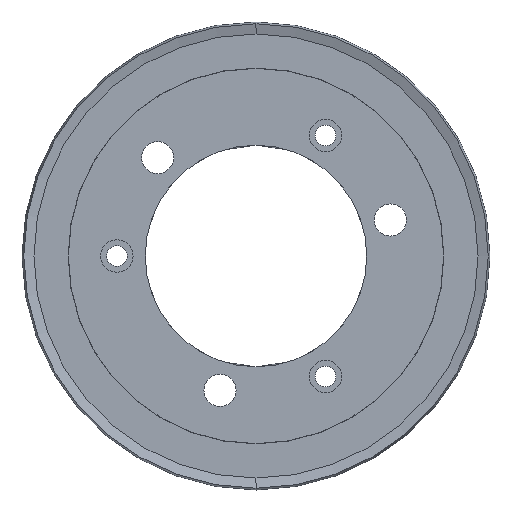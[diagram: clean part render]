
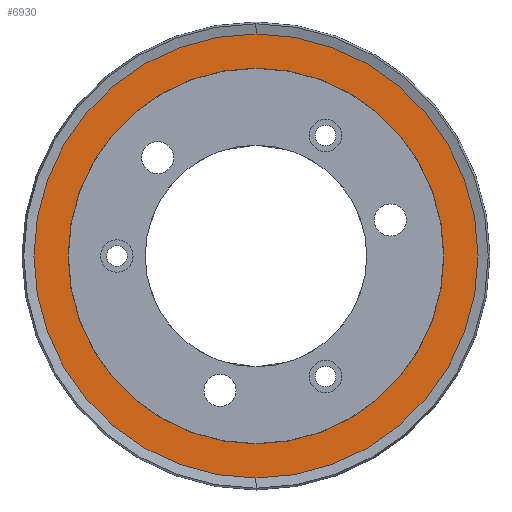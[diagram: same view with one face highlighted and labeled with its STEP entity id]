
A CAD part, left-side view. The second image highlights one B-rep face of the part: STEP entity #6930.
In plain terms, the highlighted planar face has unit normal (-1, 0, 0).
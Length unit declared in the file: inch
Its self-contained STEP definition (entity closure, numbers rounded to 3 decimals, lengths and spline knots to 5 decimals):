
#131 = AXIS2_PLACEMENT_3D ( 'NONE', #4222, #3142, #12034 ) ;
#248 = EDGE_LOOP ( 'NONE', ( #4615, #457 ) ) ;
#457 = ORIENTED_EDGE ( 'NONE', *, *, #11982, .T. ) ;
#515 = EDGE_CURVE ( 'NONE', #10528, #8691, #8470, .T. ) ;
#1240 = PLANE ( 'NONE',  #8687 ) ;
#1534 = CARTESIAN_POINT ( 'NONE',  ( 1.93661, 4.05947, 3.11676 ) ) ;
#2781 = CARTESIAN_POINT ( 'NONE',  ( 1.93661, 1.91514, 3.11676 ) ) ;
#2976 = VERTEX_POINT ( 'NONE', #4927 ) ;
#3142 = DIRECTION ( 'NONE',  ( 1., 0., 0. ) ) ;
#3365 = DIRECTION ( 'NONE',  ( 0., 0., 1. ) ) ;
#3435 = AXIS2_PLACEMENT_3D ( 'NONE', #2781, #9639, #3777 ) ;
#3743 = CARTESIAN_POINT ( 'NONE',  ( 1.93661, 1.91514, 1.30226 ) ) ;
#3777 = DIRECTION ( 'NONE',  ( 0., 0., -1. ) ) ;
#4222 = CARTESIAN_POINT ( 'NONE',  ( 1.93661, 1.91514, 3.11676 ) ) ;
#4281 = FACE_BOUND ( 'NONE', #248, .T. ) ;
#4438 = FACE_OUTER_BOUND ( 'NONE', #9725, .T. ) ;
#4615 = ORIENTED_EDGE ( 'NONE', *, *, #8662, .T. ) ;
#4894 = CARTESIAN_POINT ( 'NONE',  ( 1.93661, 1.91514, 3.11676 ) ) ;
#4927 = CARTESIAN_POINT ( 'NONE',  ( 1.93661, 1.91514, 4.93126 ) ) ;
#4936 = CIRCLE ( 'NONE', #131, 1.8145 ) ;
#6930 = ADVANCED_FACE ( 'NONE', ( #4281, #4438 ), #1240, .T. ) ;
#7074 = CARTESIAN_POINT ( 'NONE',  ( 1.93661, 1.91514, 5.26109 ) ) ;
#7629 = AXIS2_PLACEMENT_3D ( 'NONE', #4894, #10767, #7757 ) ;
#7757 = DIRECTION ( 'NONE',  ( 0., 0., -1. ) ) ;
#7915 = CARTESIAN_POINT ( 'NONE',  ( 1.93661, 1.91514, 3.11676 ) ) ;
#8441 = DIRECTION ( 'NONE',  ( -1., 0., 0. ) ) ;
#8470 = CIRCLE ( 'NONE', #9050, 2.14433 ) ;
#8491 = VERTEX_POINT ( 'NONE', #3743 ) ;
#8662 = EDGE_CURVE ( 'NONE', #8491, #2976, #12729, .T. ) ;
#8687 = AXIS2_PLACEMENT_3D ( 'NONE', #1534, #8441, #3365 ) ;
#8691 = VERTEX_POINT ( 'NONE', #7074 ) ;
#9050 = AXIS2_PLACEMENT_3D ( 'NONE', #7915, #11070, #11931 ) ;
#9398 = CARTESIAN_POINT ( 'NONE',  ( 1.93661, 1.91514, 0.97243 ) ) ;
#9639 = DIRECTION ( 'NONE',  ( 1., 0., 0. ) ) ;
#9725 = EDGE_LOOP ( 'NONE', ( #12264, #11737 ) ) ;
#10528 = VERTEX_POINT ( 'NONE', #9398 ) ;
#10767 = DIRECTION ( 'NONE',  ( 1., 0., 0. ) ) ;
#11070 = DIRECTION ( 'NONE',  ( 1., 0., 0. ) ) ;
#11694 = CIRCLE ( 'NONE', #3435, 2.14433 ) ;
#11737 = ORIENTED_EDGE ( 'NONE', *, *, #515, .F. ) ;
#11931 = DIRECTION ( 'NONE',  ( 0., 0., -1. ) ) ;
#11982 = EDGE_CURVE ( 'NONE', #2976, #8491, #4936, .T. ) ;
#12034 = DIRECTION ( 'NONE',  ( 0., 0., -1. ) ) ;
#12264 = ORIENTED_EDGE ( 'NONE', *, *, #12379, .F. ) ;
#12379 = EDGE_CURVE ( 'NONE', #8691, #10528, #11694, .T. ) ;
#12729 = CIRCLE ( 'NONE', #7629, 1.8145 ) ;
